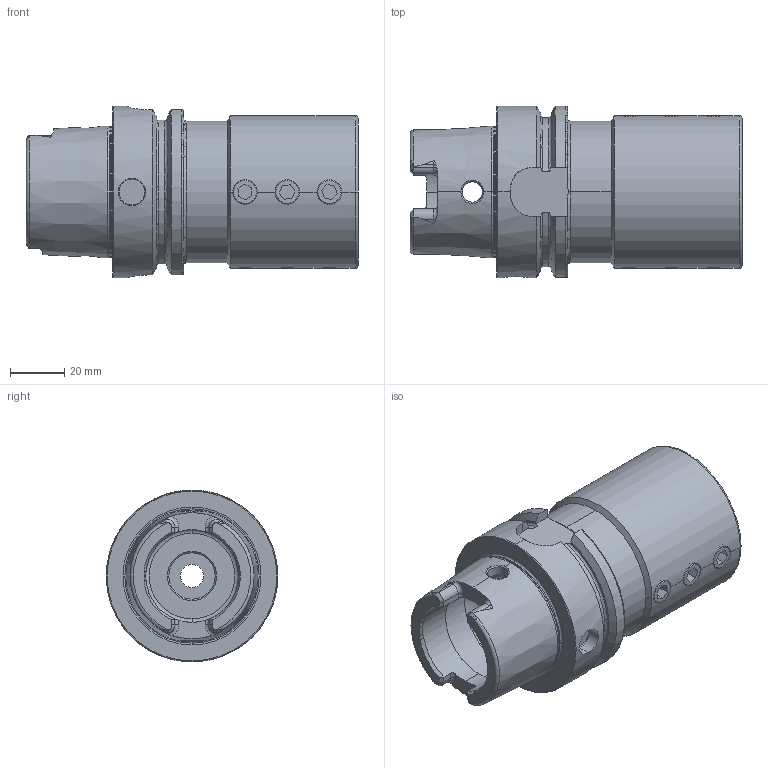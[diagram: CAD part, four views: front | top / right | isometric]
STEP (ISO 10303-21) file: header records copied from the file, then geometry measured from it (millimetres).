
FILE_DESCRIPTION (( 'STEP AP214' ), '1' );
FILE_NAME ('HA6.B32.K01.090.STEP', '2011-10-06T12:21:08', ( 'SwiAdmin' ), ( '' ), 'SwSTEP 2.0', 'SolidWorks 2011', '' );
FILE_SCHEMA (( 'AUTOMOTIVE_DESIGN' ));
Length unit declared in the file: millimetre
Products named in the file (3): HA6-B32.K01.090_A_Fertigbearbeitung; W10-ER1.001.012_Default; HA6.B32.K01.090
Assembly tree (10 placements, depth 2):
  HA6.B32.K01.090
    W10-ER1.001.012_Default  x9
    HA6-B32.K01.090_A_Fertigbearbeitung
Bounding box: 121.9 x 63 x 63 mm (x, y, z)
Volume: 180490.7 mm3; surface area: 47685.3 mm2
Topology: 10 solids, 10 shells, 351 faces, 907 edges, 565 vertices
Faces by surface type: plane 129, cylinder 87, cone 86, torus 37, bspline 12
Entity records: 11156 total; most frequent: CARTESIAN_POINT 4202, ORIENTED_EDGE 1202, DIRECTION 1018, EDGE_CURVE 601, AXIS2_PLACEMENT_3D 407, VERTEX_POINT 381, EDGE_LOOP 230, FACE_OUTER_BOUND 215
